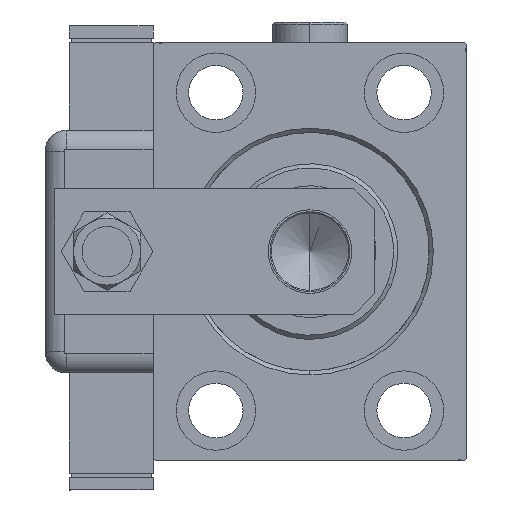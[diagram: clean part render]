
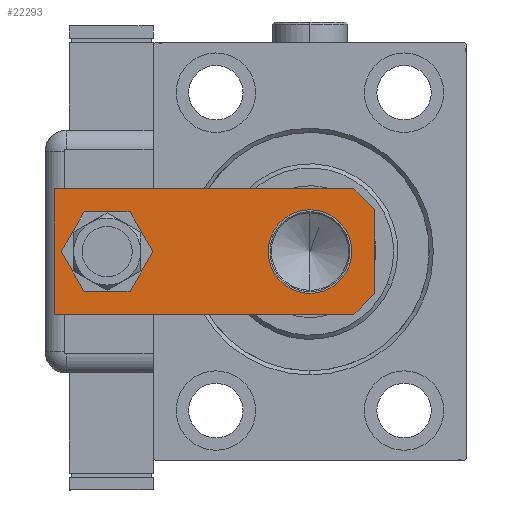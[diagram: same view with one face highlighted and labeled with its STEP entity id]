
A CAD part, left-side view. The second image highlights one B-rep face of the part: STEP entity #22293.
In plain terms, the highlighted face is planar.
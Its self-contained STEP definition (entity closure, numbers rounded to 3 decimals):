
#632 = ORIENTED_EDGE ( 'NONE', *, *, #37994, .F. ) ;
#1903 = EDGE_CURVE ( 'NONE', #24171, #39945, #45371, .T. ) ;
#2578 = VERTEX_POINT ( 'NONE', #50755 ) ;
#2809 = EDGE_LOOP ( 'NONE', ( #52554, #8260 ) ) ;
#3200 = DIRECTION ( 'NONE',  ( 1., 0., 0. ) ) ;
#3624 = CARTESIAN_POINT ( 'NONE',  ( 0., 64., 0. ) ) ;
#4169 = ORIENTED_EDGE ( 'NONE', *, *, #26029, .F. ) ;
#5324 = ORIENTED_EDGE ( 'NONE', *, *, #21623, .T. ) ;
#5478 = CARTESIAN_POINT ( 'NONE',  ( 0., 15.5, 0. ) ) ;
#6048 = LINE ( 'NONE', #39396, #6240 ) ;
#6240 = VECTOR ( 'NONE', #43126, 1000. ) ;
#6404 = CARTESIAN_POINT ( 'NONE',  ( -10., 0., 0. ) ) ;
#7018 = AXIS2_PLACEMENT_3D ( 'NONE', #21744, #37983, #3200 ) ;
#7757 = EDGE_CURVE ( 'NONE', #56672, #2578, #57571, .T. ) ;
#8162 = VERTEX_POINT ( 'NONE', #39149 ) ;
#8260 = ORIENTED_EDGE ( 'NONE', *, *, #50030, .T. ) ;
#8325 = AXIS2_PLACEMENT_3D ( 'NONE', #3624, #12896, #31723 ) ;
#8432 = FACE_BOUND ( 'NONE', #2809, .T. ) ;
#8539 = CARTESIAN_POINT ( 'NONE',  ( 15., 5., 0. ) ) ;
#10865 = VECTOR ( 'NONE', #50790, 1000. ) ;
#11198 = ORIENTED_EDGE ( 'NONE', *, *, #14500, .F. ) ;
#11904 = VECTOR ( 'NONE', #15259, 1000. ) ;
#12896 = DIRECTION ( 'NONE',  ( 0., 0., 1. ) ) ;
#14299 = EDGE_LOOP ( 'NONE', ( #632, #47143, #49292, #4169, #11198, #36307 ) ) ;
#14304 = AXIS2_PLACEMENT_3D ( 'NONE', #22628, #42279, #30680 ) ;
#14500 = EDGE_CURVE ( 'NONE', #29821, #21290, #6048, .T. ) ;
#15165 = AXIS2_PLACEMENT_3D ( 'NONE', #30548, #53727, #44458 ) ;
#15259 = DIRECTION ( 'NONE',  ( -0.707, 0.707, 0. ) ) ;
#18002 = VERTEX_POINT ( 'NONE', #37891 ) ;
#18198 = CIRCLE ( 'NONE', #8325, 7. ) ;
#18401 = CARTESIAN_POINT ( 'NONE',  ( 15., 5., 0. ) ) ;
#18773 = EDGE_CURVE ( 'NONE', #8162, #29408, #60528, .T. ) ;
#21290 = VERTEX_POINT ( 'NONE', #49449 ) ;
#21623 = EDGE_CURVE ( 'NONE', #29408, #8162, #18198, .T. ) ;
#21744 = CARTESIAN_POINT ( 'NONE',  ( 0., 15.5, 0. ) ) ;
#22293 = ADVANCED_FACE ( 'NONE', ( #31885, #50743, #8432 ), #27273, .F. ) ;
#22628 = CARTESIAN_POINT ( 'NONE',  ( 0., 0., 0. ) ) ;
#23418 = LINE ( 'NONE', #48134, #47962 ) ;
#23639 = LINE ( 'NONE', #18401, #39216 ) ;
#24171 = VERTEX_POINT ( 'NONE', #52474 ) ;
#24307 = CARTESIAN_POINT ( 'NONE',  ( -15., 0., 0. ) ) ;
#24326 = DIRECTION ( 'NONE',  ( 0., 0., 1. ) ) ;
#24631 = AXIS2_PLACEMENT_3D ( 'NONE', #5478, #24326, #43166 ) ;
#26029 = EDGE_CURVE ( 'NONE', #21290, #31684, #23418, .T. ) ;
#27273 = PLANE ( 'NONE',  #14304 ) ;
#28982 = EDGE_CURVE ( 'NONE', #29821, #18002, #23639, .T. ) ;
#29378 = VECTOR ( 'NONE', #37889, 1000. ) ;
#29408 = VERTEX_POINT ( 'NONE', #35799 ) ;
#29821 = VERTEX_POINT ( 'NONE', #8539 ) ;
#30548 = CARTESIAN_POINT ( 'NONE',  ( 0., 64., 0. ) ) ;
#30680 = DIRECTION ( 'NONE',  ( 1., 0., 0. ) ) ;
#31684 = VERTEX_POINT ( 'NONE', #35998 ) ;
#31723 = DIRECTION ( 'NONE',  ( 1., 0., 0. ) ) ;
#31885 = FACE_OUTER_BOUND ( 'NONE', #14299, .T. ) ;
#33170 = EDGE_LOOP ( 'NONE', ( #51253, #5324 ) ) ;
#35799 = CARTESIAN_POINT ( 'NONE',  ( 7., 64., 0. ) ) ;
#35998 = CARTESIAN_POINT ( 'NONE',  ( -15., 76.5, 0. ) ) ;
#36307 = ORIENTED_EDGE ( 'NONE', *, *, #28982, .T. ) ;
#37889 = DIRECTION ( 'NONE',  ( 1., 0., 0. ) ) ;
#37891 = CARTESIAN_POINT ( 'NONE',  ( 10., 0., 0. ) ) ;
#37983 = DIRECTION ( 'NONE',  ( 0., 0., 1. ) ) ;
#37994 = EDGE_CURVE ( 'NONE', #56672, #18002, #47790, .T. ) ;
#39149 = CARTESIAN_POINT ( 'NONE',  ( -7., 64., 0. ) ) ;
#39216 = VECTOR ( 'NONE', #57312, 1000. ) ;
#39396 = CARTESIAN_POINT ( 'NONE',  ( 15., 0., 0. ) ) ;
#39945 = VERTEX_POINT ( 'NONE', #52987 ) ;
#40611 = LINE ( 'NONE', #59464, #10865 ) ;
#42279 = DIRECTION ( 'NONE',  ( 0., 0., 1. ) ) ;
#42956 = EDGE_CURVE ( 'NONE', #31684, #2578, #40611, .T. ) ;
#43126 = DIRECTION ( 'NONE',  ( 0., 1., 0. ) ) ;
#43166 = DIRECTION ( 'NONE',  ( 1., 0., 0. ) ) ;
#44277 = CARTESIAN_POINT ( 'NONE',  ( -10., 0., 0. ) ) ;
#44458 = DIRECTION ( 'NONE',  ( 1., 0., 0. ) ) ;
#45371 = CIRCLE ( 'NONE', #24631, 10. ) ;
#45530 = CIRCLE ( 'NONE', #7018, 10. ) ;
#47143 = ORIENTED_EDGE ( 'NONE', *, *, #7757, .T. ) ;
#47790 = LINE ( 'NONE', #24307, #29378 ) ;
#47962 = VECTOR ( 'NONE', #61106, 1000. ) ;
#48134 = CARTESIAN_POINT ( 'NONE',  ( 15., 76.5, 0. ) ) ;
#49292 = ORIENTED_EDGE ( 'NONE', *, *, #42956, .F. ) ;
#49449 = CARTESIAN_POINT ( 'NONE',  ( 15., 76.5, 0. ) ) ;
#50030 = EDGE_CURVE ( 'NONE', #39945, #24171, #45530, .T. ) ;
#50743 = FACE_BOUND ( 'NONE', #33170, .T. ) ;
#50755 = CARTESIAN_POINT ( 'NONE',  ( -15., 5., 0. ) ) ;
#50790 = DIRECTION ( 'NONE',  ( 0., -1., 0. ) ) ;
#51253 = ORIENTED_EDGE ( 'NONE', *, *, #18773, .T. ) ;
#52474 = CARTESIAN_POINT ( 'NONE',  ( -10., 15.5, 0. ) ) ;
#52554 = ORIENTED_EDGE ( 'NONE', *, *, #1903, .T. ) ;
#52987 = CARTESIAN_POINT ( 'NONE',  ( 10., 15.5, 0. ) ) ;
#53727 = DIRECTION ( 'NONE',  ( 0., 0., 1. ) ) ;
#56672 = VERTEX_POINT ( 'NONE', #6404 ) ;
#57312 = DIRECTION ( 'NONE',  ( -0.707, -0.707, 0. ) ) ;
#57571 = LINE ( 'NONE', #44277, #11904 ) ;
#59464 = CARTESIAN_POINT ( 'NONE',  ( -15., 76.5, 0. ) ) ;
#60528 = CIRCLE ( 'NONE', #15165, 7. ) ;
#61106 = DIRECTION ( 'NONE',  ( -1., 0., 0. ) ) ;
